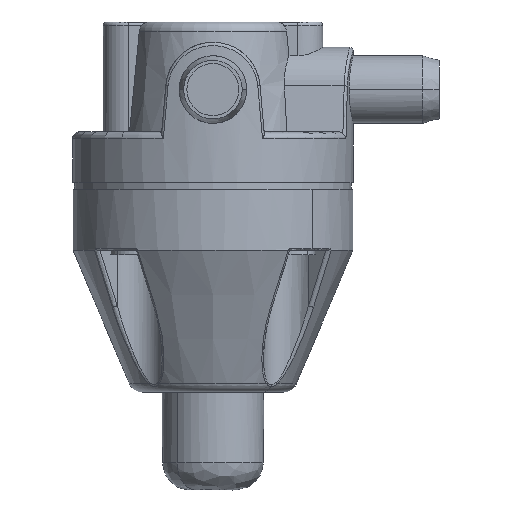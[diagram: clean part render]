
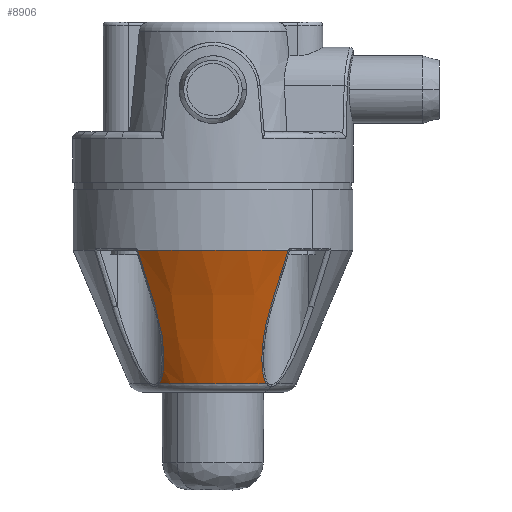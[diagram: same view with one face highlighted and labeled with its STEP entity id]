
A CAD part, front view. The second image highlights one B-rep face of the part: STEP entity #8906.
In plain terms, the highlighted conical face has half-angle 23 degrees and reference radius 33.103 mm.
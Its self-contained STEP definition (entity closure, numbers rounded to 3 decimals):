
#2994=CARTESIAN_POINT('',(0.,0.,-59.563));
#2995=DIRECTION('',(0.,0.,1.));
#2996=DIRECTION('',(-0.643,-0.766,0.));
#2997=AXIS2_PLACEMENT_3D('',#2994,#2995,#2996);
#3004=CARTESIAN_POINT('',(15.886,-18.922,
-59.563));
#3020=CARTESIAN_POINT('',(15.886,-18.922,
-59.563));
#3021=CARTESIAN_POINT('',(15.786,-19.083,
-59.425));
#3022=CARTESIAN_POINT('',(15.59,-19.416,
-59.111));
#3023=CARTESIAN_POINT('',(15.32,-19.952,
-58.511));
#3024=CARTESIAN_POINT('',(15.077,-20.524,
-57.776));
#3025=CARTESIAN_POINT('',(14.866,-21.134,
-56.9));
#3026=CARTESIAN_POINT('',(14.694,-21.779,
-55.877));
#3027=CARTESIAN_POINT('',(14.565,-22.468,
-54.69));
#3028=CARTESIAN_POINT('',(14.489,-23.206,
-53.321));
#3029=CARTESIAN_POINT('',(14.476,-23.992,
-51.756));
#3030=CARTESIAN_POINT('',(14.542,-24.83,
-49.98));
#3031=CARTESIAN_POINT('',(14.702,-25.722,
-47.972));
#3032=CARTESIAN_POINT('',(14.984,-26.671,
-45.698));
#3033=CARTESIAN_POINT('',(15.42,-27.675,
-43.132));
#3034=CARTESIAN_POINT('',(16.057,-28.73,
-40.23));
#3035=CARTESIAN_POINT('',(16.671,-29.464,
-38.016));
#3036=CARTESIAN_POINT('',(17.038,-29.826,
-36.845));
#3043=CARTESIAN_POINT('',(0.,0.,-20.));
#3044=DIRECTION('',(0.,0.,1.));
#3045=DIRECTION('',(-0.537,-0.844,0.));
#3046=AXIS2_PLACEMENT_3D('',#3043,#3044,#3045);
#3087=CARTESIAN_POINT('',(17.038,-29.826,
-36.845));
#3088=CARTESIAN_POINT('',(17.615,-30.395,
-35.008));
#3089=CARTESIAN_POINT('',(18.772,-31.537,
-31.309));
#3090=CARTESIAN_POINT('',(20.52,-33.264,
-25.694));
#3091=CARTESIAN_POINT('',(21.694,-34.427,
-21.905));
#3092=CARTESIAN_POINT('',(22.283,-35.01,
-20.));
#3104=CARTESIAN_POINT('',(-22.283,-35.01,
-20.));
#3105=CARTESIAN_POINT('',(-21.694,-34.427,
-21.905));
#3106=CARTESIAN_POINT('',(-20.52,-33.265,
-25.694));
#3107=CARTESIAN_POINT('',(-18.772,-31.537,
-31.309));
#3108=CARTESIAN_POINT('',(-17.615,-30.395,
-35.008));
#3109=CARTESIAN_POINT('',(-17.038,-29.826,
-36.845));
#3131=CARTESIAN_POINT('',(-17.038,-29.826,
-36.845));
#3132=CARTESIAN_POINT('',(-16.671,-29.464,
-38.016));
#3133=CARTESIAN_POINT('',(-16.057,-28.73,
-40.231));
#3134=CARTESIAN_POINT('',(-15.42,-27.676,
-43.131));
#3135=CARTESIAN_POINT('',(-14.984,-26.671,
-45.698));
#3136=CARTESIAN_POINT('',(-14.703,-25.722,
-47.97));
#3137=CARTESIAN_POINT('',(-14.541,-24.83,
-49.981));
#3138=CARTESIAN_POINT('',(-14.476,-23.991,
-51.758));
#3139=CARTESIAN_POINT('',(-14.489,-23.205,
-53.322));
#3140=CARTESIAN_POINT('',(-14.565,-22.468,
-54.691));
#3141=CARTESIAN_POINT('',(-14.694,-21.777,
-55.88));
#3142=CARTESIAN_POINT('',(-14.867,-21.131,
-56.904));
#3143=CARTESIAN_POINT('',(-15.077,-20.523,
-57.779));
#3144=CARTESIAN_POINT('',(-15.32,-19.95,
-58.513));
#3145=CARTESIAN_POINT('',(-15.591,-19.415,
-59.112));
#3146=CARTESIAN_POINT('',(-15.786,-19.082,
-59.426));
#3147=CARTESIAN_POINT('',(-15.886,-18.922,
-59.563));
#3158=CARTESIAN_POINT('',(-15.886,-18.922,
-59.563));
#4334=VERTEX_POINT('',#3004);
#4339=VERTEX_POINT('',#3158);
#4342=VERTEX_POINT('',#3036);
#4344=VERTEX_POINT('',#3092);
#4345=VERTEX_POINT('',#3131);
#4346=VERTEX_POINT('',#3104);
#8889=CARTESIAN_POINT('',(0.,0.,-39.781));
#8890=DIRECTION('',(0.,0.,1.));
#8891=DIRECTION('',(0.707,-0.707,0.));
#8892=AXIS2_PLACEMENT_3D('',#8889,#8890,#8891);
#8893=CONICAL_SURFACE('',#8892,33.103,23.);
#8895=ORIENTED_EDGE('',*,*,#8894,.F.);
#8896=ORIENTED_EDGE('',*,*,#8879,.F.);
#8897=ORIENTED_EDGE('',*,*,#8686,.F.);
#8899=ORIENTED_EDGE('',*,*,#8898,.F.);
#8901=ORIENTED_EDGE('',*,*,#8900,.F.);
#8903=ORIENTED_EDGE('',*,*,#8902,.T.);
#8904=EDGE_LOOP('',(#8895,#8896,#8897,#8899,#8901,#8903));
#8905=FACE_OUTER_BOUND('',#8904,.F.);
#2998=CIRCLE('',#2997,24.707);
#3037=B_SPLINE_CURVE_WITH_KNOTS('',3,(#3020,#3021,#3022,#3023,#3024,#3025,#3026,
#3027,#3028,#3029,#3030,#3031,#3032,#3033,#3034,#3035,#3036),.UNSPECIFIED.,.F.,
.F.,(4,1,1,1,1,1,1,1,1,1,1,1,1,1,4),(0.,0.071,0.143,
0.214,0.286,0.357,0.429,0.5,
0.571,0.643,0.714,0.786,
0.857,0.929,1.),.UNSPECIFIED.);
#3047=CIRCLE('',#3046,41.5);
#3093=B_SPLINE_CURVE_WITH_KNOTS('',3,(#3087,#3088,#3089,#3090,#3091,#3092),
.UNSPECIFIED.,.F.,.F.,(4,1,1,4),(0.,0.333,0.667,1.),
.UNSPECIFIED.);
#3110=B_SPLINE_CURVE_WITH_KNOTS('',3,(#3104,#3105,#3106,#3107,#3108,#3109),
.UNSPECIFIED.,.F.,.F.,(4,1,1,4),(0.,0.333,0.667,1.),
.UNSPECIFIED.);
#3148=B_SPLINE_CURVE_WITH_KNOTS('',3,(#3131,#3132,#3133,#3134,#3135,#3136,#3137,
#3138,#3139,#3140,#3141,#3142,#3143,#3144,#3145,#3146,#3147),.UNSPECIFIED.,.F.,
.F.,(4,1,1,1,1,1,1,1,1,1,1,1,1,1,4),(0.,0.071,0.143,
0.214,0.286,0.357,0.429,0.5,
0.571,0.643,0.714,0.786,
0.857,0.929,1.),.UNSPECIFIED.);
#8686=EDGE_CURVE('',#4339,#4334,#2998,.T.);
#8879=EDGE_CURVE('',#4334,#4342,#3037,.T.);
#8894=EDGE_CURVE('',#4342,#4344,#3093,.T.);
#8898=EDGE_CURVE('',#4345,#4339,#3148,.T.);
#8900=EDGE_CURVE('',#4346,#4345,#3110,.T.);
#8902=EDGE_CURVE('',#4346,#4344,#3047,.T.);
#8906=ADVANCED_FACE('',(#8905),#8893,.T.);
